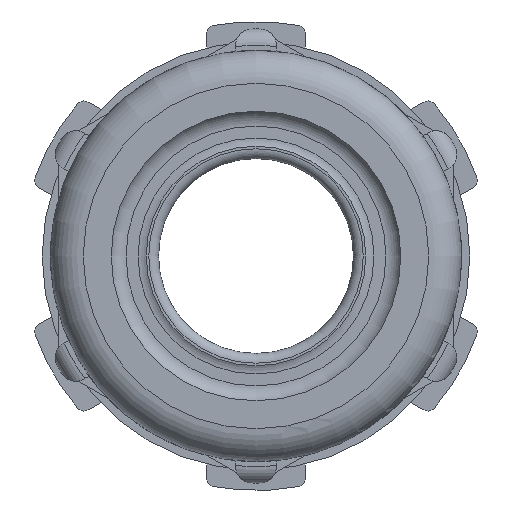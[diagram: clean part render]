
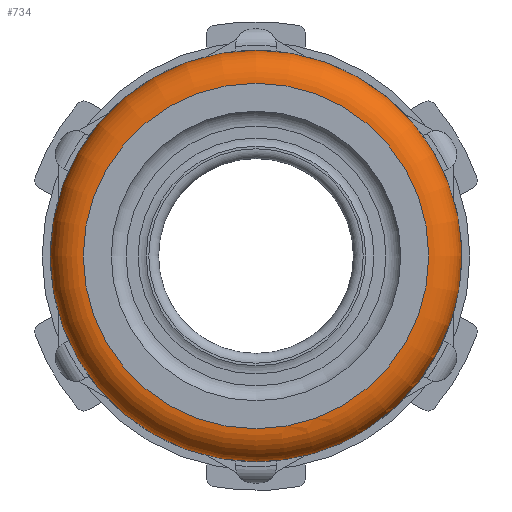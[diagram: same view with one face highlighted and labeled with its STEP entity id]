
A CAD part, front view. The second image highlights one B-rep face of the part: STEP entity #734.
In plain terms, the highlighted toroidal (fillet/blend) face has major radius 10.5 mm and minor radius 2 mm.
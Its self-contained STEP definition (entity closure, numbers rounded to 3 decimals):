
#734=ADVANCED_FACE('',(#1922,#1924),#1926,.T.);
#1922=FACE_BOUND('',#1923,.T.);
#1923=EDGE_LOOP('',(#2882,#2883,#2884));
#1924=FACE_BOUND('',#1925,.T.);
#1925=EDGE_LOOP('',(#2885,#2886));
#1926=TOROIDAL_SURFACE('',#1927,10.5,2.);
#1927=AXIS2_PLACEMENT_3D('',#1928,#1929,#1930);
#1928=CARTESIAN_POINT('',(0.,-12.43,0.));
#1929=DIRECTION('',(0.,-1.,-0.));
#1930=DIRECTION('',(0.,0.,1.));
#2882=ORIENTED_EDGE('',*,*,#3316,.T.);
#2883=ORIENTED_EDGE('',*,*,#3315,.T.);
#2884=ORIENTED_EDGE('',*,*,#3314,.T.);
#2885=ORIENTED_EDGE('',*,*,#3381,.F.);
#2886=ORIENTED_EDGE('',*,*,#3380,.F.);
#3314=EDGE_CURVE('',#3741,#3742,#3743,.T.);
#3315=EDGE_CURVE('',#3744,#3741,#3745,.T.);
#3316=EDGE_CURVE('',#3742,#3744,#3746,.T.);
#3380=EDGE_CURVE('',#3847,#3848,#3849,.T.);
#3381=EDGE_CURVE('',#3848,#3847,#3850,.T.);
#3741=VERTEX_POINT('',#4594);
#3742=VERTEX_POINT('',#4595);
#3743=CIRCLE('',#4596,12.5);
#3744=VERTEX_POINT('',#4600);
#3745=CIRCLE('',#4601,12.5);
#3746=CIRCLE('',#4605,12.5);
#3847=VERTEX_POINT('',#4904);
#3848=VERTEX_POINT('',#4905);
#3849=CIRCLE('',#4906,10.5);
#3850=CIRCLE('',#4910,10.5);
#4594=CARTESIAN_POINT('',(0.,-12.43,-12.5));
#4595=CARTESIAN_POINT('',(6.784,-12.43,-10.499));
#4596=AXIS2_PLACEMENT_3D('',#4597,#4598,#4599);
#4597=CARTESIAN_POINT('',(0.,-12.43,0.));
#4598=DIRECTION('',(0.,-1.,0.));
#4599=DIRECTION('',(0.,0.,-1.));
#4600=CARTESIAN_POINT('',(0.,-12.43,12.5));
#4601=AXIS2_PLACEMENT_3D('',#4602,#4603,#4604);
#4602=CARTESIAN_POINT('',(0.,-12.43,0.));
#4603=DIRECTION('',(0.,-1.,0.));
#4604=DIRECTION('',(0.,0.,1.));
#4605=AXIS2_PLACEMENT_3D('',#4606,#4607,#4608);
#4606=CARTESIAN_POINT('',(0.,-12.43,0.));
#4607=DIRECTION('',(0.,-1.,0.));
#4608=DIRECTION('',(0.543,0.,-0.84));
#4904=CARTESIAN_POINT('',(0.,-14.43,10.5));
#4905=CARTESIAN_POINT('',(0.,-14.43,-10.5));
#4906=AXIS2_PLACEMENT_3D('',#4907,#4908,#4909);
#4907=CARTESIAN_POINT('',(0.,-14.43,0.));
#4908=DIRECTION('',(0.,-1.,0.));
#4909=DIRECTION('',(0.,0.,1.));
#4910=AXIS2_PLACEMENT_3D('',#4911,#4912,#4913);
#4911=CARTESIAN_POINT('',(0.,-14.43,0.));
#4912=DIRECTION('',(0.,-1.,0.));
#4913=DIRECTION('',(0.,0.,-1.));
